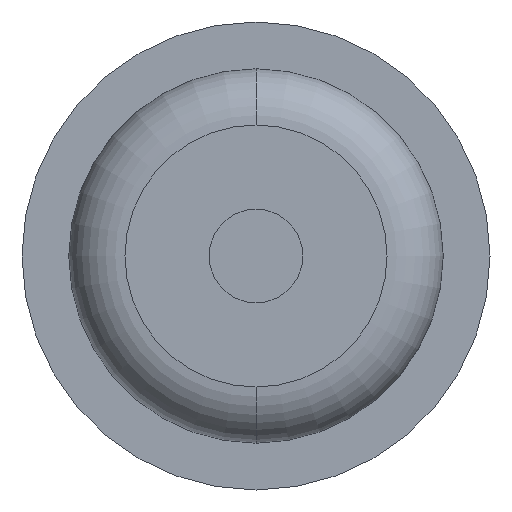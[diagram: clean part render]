
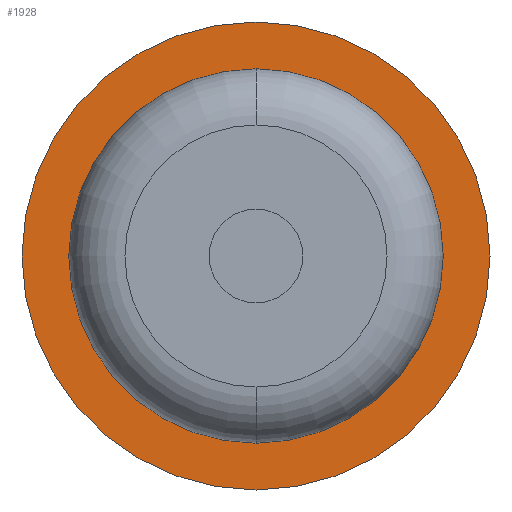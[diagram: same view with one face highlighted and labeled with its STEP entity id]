
A CAD part, front view. The second image highlights one B-rep face of the part: STEP entity #1928.
In plain terms, the highlighted planar face has unit normal (0, -1, 0).
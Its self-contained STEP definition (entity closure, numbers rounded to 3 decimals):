
#51 = CARTESIAN_POINT ( 'NONE',  ( 1., 2.5, 0. ) ) ;
#283 = EDGE_CURVE ( 'Defeature ausgef�hrt1_3+Defeature ausgef�hrt1_4+Defeature ausgef�hrt1_4+Defeature ausgef�hrt1_4', #354, #1983, #2914, .T. ) ;
#354 = VERTEX_POINT ( 'NONE', #775 ) ;
#411 = DIRECTION ( 'NONE',  ( 0., -1., 0. ) ) ;
#439 = DIRECTION ( 'NONE',  ( 0., -1., 0. ) ) ;
#442 = CARTESIAN_POINT ( 'NONE',  ( 0., 2.5, 0. ) ) ;
#481 = EDGE_CURVE ( 'Defeature ausgef�hrt1_3+Defeature ausgef�hrt1_4+Defeature ausgef�hrt1_4+Defeature ausgef�hrt1_4', #1983, #354, #1421, .T. ) ;
#529 = AXIS2_PLACEMENT_3D ( 'NONE', #51, #753, #954 ) ;
#647 = AXIS2_PLACEMENT_3D ( 'NONE', #442, #411, #1589 ) ;
#697 = AXIS2_PLACEMENT_3D ( 'NONE', #1850, #439, #2952 ) ;
#720 = FACE_BOUND ( 'NONE', #1717, .T. ) ;
#753 = DIRECTION ( 'NONE',  ( 0., -1., 0. ) ) ;
#775 = CARTESIAN_POINT ( 'NONE',  ( 0., 2.5, 1.25 ) ) ;
#828 = CARTESIAN_POINT ( 'NONE',  ( 0., 2.5, 1. ) ) ;
#849 = CARTESIAN_POINT ( 'NONE',  ( 0., 2.5, 0. ) ) ;
#851 = VERTEX_POINT ( 'NONE', #1696 ) ;
#892 = VERTEX_POINT ( 'NONE', #828 ) ;
#954 = DIRECTION ( 'NONE',  ( 0., 0., -1. ) ) ;
#1154 = EDGE_LOOP ( 'NONE', ( #1553, #1260 ) ) ;
#1166 = EDGE_CURVE ( 'Defeature ausgef�hrt1_2+Defeature ausgef�hrt1_3+Defeature ausgef�hrt1_3+Defeature ausgef�hrt1_3', #892, #851, #2521, .T. ) ;
#1170 = AXIS2_PLACEMENT_3D ( 'NONE', #849, #2463, #2685 ) ;
#1235 = DIRECTION ( 'NONE',  ( 0., 0., -1. ) ) ;
#1260 = ORIENTED_EDGE ( 'NONE', *, *, #283, .T. ) ;
#1421 = CIRCLE ( 'NONE', #1170, 1.25 ) ;
#1553 = ORIENTED_EDGE ( 'NONE', *, *, #481, .T. ) ;
#1589 = DIRECTION ( 'NONE',  ( 0., 0., -1. ) ) ;
#1696 = CARTESIAN_POINT ( 'NONE',  ( 0., 2.5, -1. ) ) ;
#1717 = EDGE_LOOP ( 'NONE', ( #2592, #2151 ) ) ;
#1850 = CARTESIAN_POINT ( 'NONE',  ( 0., 2.5, 0. ) ) ;
#1892 = CARTESIAN_POINT ( 'NONE',  ( 0., 2.5, -1.25 ) ) ;
#1928 = ADVANCED_FACE ( 'Defeature ausgef�hrt1_3', ( #2344, #720 ), #2377, .T. ) ;
#1983 = VERTEX_POINT ( 'NONE', #1892 ) ;
#2151 = ORIENTED_EDGE ( 'NONE', *, *, #1166, .F. ) ;
#2153 = DIRECTION ( 'NONE',  ( 0., -1., 0. ) ) ;
#2293 = EDGE_CURVE ( 'Defeature ausgef�hrt1_2+Defeature ausgef�hrt1_3+Defeature ausgef�hrt1_3+Defeature ausgef�hrt1_3', #851, #892, #2499, .T. ) ;
#2344 = FACE_OUTER_BOUND ( 'NONE', #1154, .T. ) ;
#2377 = PLANE ( 'NONE',  #529 ) ;
#2397 = CARTESIAN_POINT ( 'NONE',  ( 0., 2.5, 0. ) ) ;
#2463 = DIRECTION ( 'NONE',  ( 0., -1., 0. ) ) ;
#2499 = CIRCLE ( 'NONE', #647, 1. ) ;
#2521 = CIRCLE ( 'NONE', #697, 1. ) ;
#2592 = ORIENTED_EDGE ( 'NONE', *, *, #2293, .F. ) ;
#2621 = AXIS2_PLACEMENT_3D ( 'NONE', #2397, #2153, #1235 ) ;
#2685 = DIRECTION ( 'NONE',  ( 0., 0., -1. ) ) ;
#2914 = CIRCLE ( 'NONE', #2621, 1.25 ) ;
#2952 = DIRECTION ( 'NONE',  ( 0., 0., -1. ) ) ;
